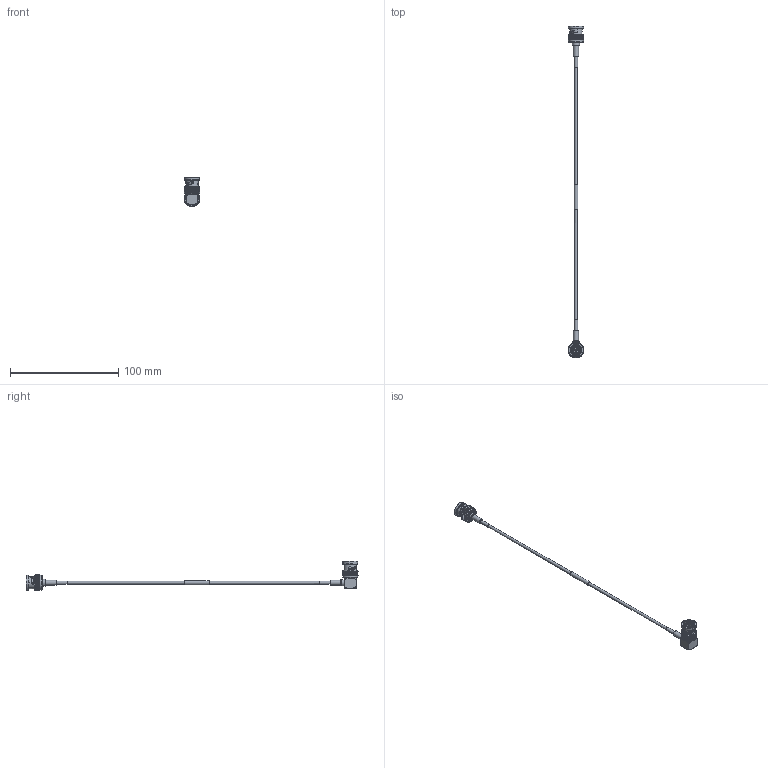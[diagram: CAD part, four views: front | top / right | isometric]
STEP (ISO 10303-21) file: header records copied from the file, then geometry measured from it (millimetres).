
FILE_DESCRIPTION(/* description */ ('Unknown'),/* implementation_level */ '2;1');
FILE_NAME(/* name */ '65509911630501',/* time_stamp */ '2023-06-05T16:55:43+02:00',/* author */ ('Unknown'),/* organization */ ('Unknown'),/* preprocessor_version */ 'ST-DEVELOPER v18.102',/* originating_system */ 'Solid Edge',/* authorisation */ 'Unknown');
FILE_SCHEMA (('AUTOMOTIVE_DESIGN {1 0 10303 214 3 1 1}'));
Length unit declared in the file: millimetre
Products named in the file (1): 65509911630501
Bounding box: 14.5 x 306.52 x 26.95 mm (x, y, z)
Volume: 6081.8 mm3; surface area: 6668.7 mm2
Topology: 1 solids, 1 shells, 969 faces, 2224 edges, 1280 vertices
Faces by surface type: plane 683, cylinder 230, torus 26, cone 19, bspline 11
Full cylindrical faces by diameter (mm): 1.35 x2, 2.6 x2, 3 x2, 3.6 x1, 4.7 x2, 5 x2, 5.7 x1, 6.5 x1, 7.3 x2, 7.7 x2, 8.4 x2, 9.5 x2, 9.8 x2, 11.35 x2, 12.8 x2, 13.9 x6
Entity records: 35946 total; most frequent: CARTESIAN_POINT 8649, ORIENTED_EDGE 4252, DIRECTION 4153, EDGE_CURVE 2126, AXIS2_PLACEMENT_3D 1554, VERTEX_POINT 1245, EDGE_LOOP 1055, FACE_BOUND 1055
